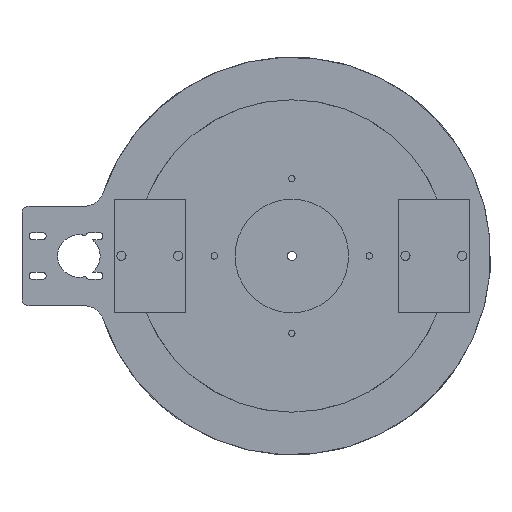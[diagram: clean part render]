
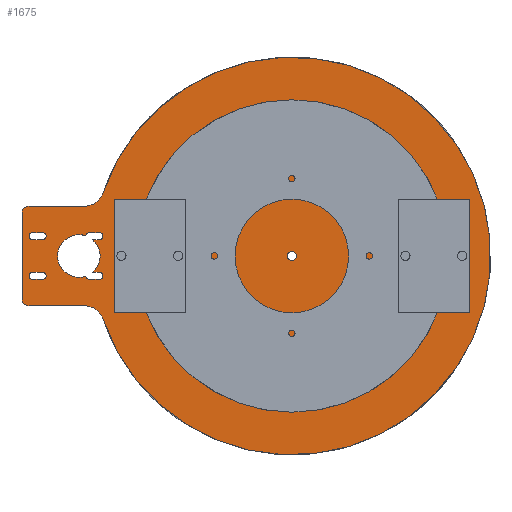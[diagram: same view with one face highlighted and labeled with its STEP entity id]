
A CAD part, top view. The second image highlights one B-rep face of the part: STEP entity #1675.
In plain terms, the highlighted planar face has unit normal (0, 0, 1).
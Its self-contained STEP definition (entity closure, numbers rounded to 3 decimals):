
#72=FACE_BOUND('',#345,.T.);
#73=FACE_BOUND('',#346,.T.);
#74=FACE_BOUND('',#347,.T.);
#75=FACE_BOUND('',#348,.T.);
#76=FACE_BOUND('',#349,.T.);
#77=FACE_BOUND('',#350,.T.);
#78=FACE_BOUND('',#351,.T.);
#79=FACE_BOUND('',#352,.T.);
#125=PLANE('',#1885);
#221=FACE_OUTER_BOUND('',#344,.T.);
#344=EDGE_LOOP('',(#1511,#1512,#1513,#1514,#1515,#1516,#1517,#1518));
#345=EDGE_LOOP('',(#1519,#1520,#1521,#1522,#1523,#1524,#1525,#1526,#1527,
#1528));
#346=EDGE_LOOP('',(#1529,#1530,#1531,#1532));
#347=EDGE_LOOP('',(#1533,#1534,#1535,#1536));
#348=EDGE_LOOP('',(#1537));
#349=EDGE_LOOP('',(#1538));
#350=EDGE_LOOP('',(#1539));
#351=EDGE_LOOP('',(#1540));
#352=EDGE_LOOP('',(#1541));
#419=LINE('',#3356,#536);
#422=LINE('',#3365,#539);
#428=LINE('',#3380,#545);
#430=LINE('',#3385,#547);
#435=LINE('',#3399,#552);
#439=LINE('',#3409,#556);
#443=LINE('',#3419,#560);
#448=LINE('',#3434,#565);
#450=LINE('',#3440,#567);
#451=LINE('',#3442,#568);
#452=LINE('',#3448,#569);
#536=VECTOR('',#2231,10.);
#539=VECTOR('',#2240,10.);
#545=VECTOR('',#2256,10.);
#547=VECTOR('',#2260,10.);
#552=VECTOR('',#2275,10.);
#556=VECTOR('',#2285,10.);
#560=VECTOR('',#2295,10.);
#565=VECTOR('',#2314,10.);
#567=VECTOR('',#2322,10.);
#568=VECTOR('',#2325,10.);
#569=VECTOR('',#2336,10.);
#672=CIRCLE('',#1827,5.);
#673=CIRCLE('',#1830,5.);
#674=CIRCLE('',#1833,15.);
#675=CIRCLE('',#1835,15.);
#676=CIRCLE('',#1839,2.5);
#677=CIRCLE('',#1841,2.5);
#678=CIRCLE('',#1844,2.5);
#679=CIRCLE('',#1847,2.5);
#680=CIRCLE('',#1850,2.5);
#681=CIRCLE('',#1852,2.5);
#682=CIRCLE('',#1854,2.5);
#683=CIRCLE('',#1857,2.5);
#684=CIRCLE('',#1861,15.);
#685=CIRCLE('',#1863,15.);
#686=CIRCLE('',#1866,2.15);
#687=CIRCLE('',#1868,2.15);
#688=CIRCLE('',#1870,2.15);
#689=CIRCLE('',#1872,2.15);
#690=CIRCLE('',#1874,3.25);
#692=CIRCLE('',#1884,140.);
#805=VERTEX_POINT('',#3348);
#806=VERTEX_POINT('',#3350);
#807=VERTEX_POINT('',#3354);
#808=VERTEX_POINT('',#3358);
#809=VERTEX_POINT('',#3360);
#810=VERTEX_POINT('',#3364);
#811=VERTEX_POINT('',#3368);
#812=VERTEX_POINT('',#3372);
#813=VERTEX_POINT('',#3376);
#814=VERTEX_POINT('',#3378);
#815=VERTEX_POINT('',#3382);
#816=VERTEX_POINT('',#3384);
#817=VERTEX_POINT('',#3388);
#818=VERTEX_POINT('',#3389);
#819=VERTEX_POINT('',#3394);
#820=VERTEX_POINT('',#3398);
#821=VERTEX_POINT('',#3402);
#822=VERTEX_POINT('',#3403);
#823=VERTEX_POINT('',#3408);
#824=VERTEX_POINT('',#3412);
#825=VERTEX_POINT('',#3413);
#826=VERTEX_POINT('',#3418);
#827=VERTEX_POINT('',#3422);
#828=VERTEX_POINT('',#3428);
#829=VERTEX_POINT('',#3432);
#830=VERTEX_POINT('',#3438);
#831=VERTEX_POINT('',#3450);
#832=VERTEX_POINT('',#3454);
#833=VERTEX_POINT('',#3458);
#834=VERTEX_POINT('',#3462);
#835=VERTEX_POINT('',#3466);
#1002=EDGE_CURVE('',#805,#806,#672,.T.);
#1005=EDGE_CURVE('',#807,#805,#419,.T.);
#1007=EDGE_CURVE('',#808,#809,#673,.T.);
#1009=EDGE_CURVE('',#809,#810,#422,.T.);
#1011=EDGE_CURVE('',#810,#811,#674,.T.);
#1013=EDGE_CURVE('',#812,#807,#675,.T.);
#1017=EDGE_CURVE('',#813,#814,#428,.T.);
#1019=EDGE_CURVE('',#816,#815,#430,.T.);
#1021=EDGE_CURVE('',#817,#818,#676,.F.);
#1024=EDGE_CURVE('',#813,#819,#677,.T.);
#1026=EDGE_CURVE('',#820,#819,#435,.T.);
#1028=EDGE_CURVE('',#821,#822,#678,.T.);
#1031=EDGE_CURVE('',#823,#822,#439,.T.);
#1033=EDGE_CURVE('',#824,#825,#679,.T.);
#1036=EDGE_CURVE('',#826,#825,#443,.T.);
#1038=EDGE_CURVE('',#827,#826,#680,.F.);
#1040=EDGE_CURVE('',#820,#814,#681,.T.);
#1041=EDGE_CURVE('',#828,#815,#682,.T.);
#1044=EDGE_CURVE('',#828,#829,#448,.T.);
#1045=EDGE_CURVE('',#816,#829,#683,.T.);
#1047=EDGE_CURVE('',#824,#830,#450,.T.);
#1048=EDGE_CURVE('',#821,#817,#451,.T.);
#1049=EDGE_CURVE('',#818,#827,#684,.T.);
#1050=EDGE_CURVE('',#830,#823,#685,.T.);
#1051=EDGE_CURVE('',#806,#808,#452,.T.);
#1052=EDGE_CURVE('',#831,#831,#686,.T.);
#1054=EDGE_CURVE('',#832,#832,#687,.T.);
#1056=EDGE_CURVE('',#833,#833,#688,.T.);
#1058=EDGE_CURVE('',#834,#834,#689,.T.);
#1060=EDGE_CURVE('',#835,#835,#690,.T.);
#1075=EDGE_CURVE('',#812,#811,#692,.T.);
#1511=ORIENTED_EDGE('',*,*,#1002,.F.);
#1512=ORIENTED_EDGE('',*,*,#1005,.F.);
#1513=ORIENTED_EDGE('',*,*,#1013,.F.);
#1514=ORIENTED_EDGE('',*,*,#1075,.T.);
#1515=ORIENTED_EDGE('',*,*,#1011,.F.);
#1516=ORIENTED_EDGE('',*,*,#1009,.F.);
#1517=ORIENTED_EDGE('',*,*,#1007,.F.);
#1518=ORIENTED_EDGE('',*,*,#1051,.F.);
#1519=ORIENTED_EDGE('',*,*,#1047,.T.);
#1520=ORIENTED_EDGE('',*,*,#1050,.T.);
#1521=ORIENTED_EDGE('',*,*,#1031,.T.);
#1522=ORIENTED_EDGE('',*,*,#1028,.F.);
#1523=ORIENTED_EDGE('',*,*,#1048,.T.);
#1524=ORIENTED_EDGE('',*,*,#1021,.T.);
#1525=ORIENTED_EDGE('',*,*,#1049,.T.);
#1526=ORIENTED_EDGE('',*,*,#1038,.T.);
#1527=ORIENTED_EDGE('',*,*,#1036,.T.);
#1528=ORIENTED_EDGE('',*,*,#1033,.F.);
#1529=ORIENTED_EDGE('',*,*,#1024,.F.);
#1530=ORIENTED_EDGE('',*,*,#1017,.T.);
#1531=ORIENTED_EDGE('',*,*,#1040,.F.);
#1532=ORIENTED_EDGE('',*,*,#1026,.T.);
#1533=ORIENTED_EDGE('',*,*,#1045,.F.);
#1534=ORIENTED_EDGE('',*,*,#1019,.T.);
#1535=ORIENTED_EDGE('',*,*,#1041,.F.);
#1536=ORIENTED_EDGE('',*,*,#1044,.T.);
#1537=ORIENTED_EDGE('',*,*,#1052,.T.);
#1538=ORIENTED_EDGE('',*,*,#1054,.T.);
#1539=ORIENTED_EDGE('',*,*,#1056,.T.);
#1540=ORIENTED_EDGE('',*,*,#1058,.T.);
#1541=ORIENTED_EDGE('',*,*,#1060,.T.);
#1675=ADVANCED_FACE('',(#221,#72,#73,#74,#75,#76,#77,#78,#79),#125,.T.);
#1827=AXIS2_PLACEMENT_3D('',#3351,#2225,#2226);
#1830=AXIS2_PLACEMENT_3D('',#3361,#2235,#2236);
#1833=AXIS2_PLACEMENT_3D('',#3369,#2244,#2245);
#1835=AXIS2_PLACEMENT_3D('',#3373,#2249,#2250);
#1839=AXIS2_PLACEMENT_3D('',#3390,#2264,#2265);
#1841=AXIS2_PLACEMENT_3D('',#3395,#2270,#2271);
#1844=AXIS2_PLACEMENT_3D('',#3404,#2279,#2280);
#1847=AXIS2_PLACEMENT_3D('',#3414,#2289,#2290);
#1850=AXIS2_PLACEMENT_3D('',#3423,#2299,#2300);
#1852=AXIS2_PLACEMENT_3D('',#3426,#2304,#2305);
#1854=AXIS2_PLACEMENT_3D('',#3429,#2308,#2309);
#1857=AXIS2_PLACEMENT_3D('',#3436,#2317,#2318);
#1861=AXIS2_PLACEMENT_3D('',#3444,#2328,#2329);
#1863=AXIS2_PLACEMENT_3D('',#3446,#2332,#2333);
#1866=AXIS2_PLACEMENT_3D('',#3451,#2339,#2340);
#1868=AXIS2_PLACEMENT_3D('',#3455,#2344,#2345);
#1870=AXIS2_PLACEMENT_3D('',#3459,#2349,#2350);
#1872=AXIS2_PLACEMENT_3D('',#3463,#2354,#2355);
#1874=AXIS2_PLACEMENT_3D('',#3467,#2359,#2360);
#1884=AXIS2_PLACEMENT_3D('',#3497,#2392,#2393);
#1885=AXIS2_PLACEMENT_3D('',#3498,#2394,#2395);
#2225=DIRECTION('center_axis',(0.,0.,-1.));
#2226=DIRECTION('ref_axis',(-0.707,-0.707,0.));
#2231=DIRECTION('',(-1.,0.,0.));
#2235=DIRECTION('center_axis',(0.,0.,-1.));
#2236=DIRECTION('ref_axis',(-0.707,0.707,0.));
#2240=DIRECTION('',(1.,0.,0.));
#2244=DIRECTION('center_axis',(0.,0.,1.));
#2245=DIRECTION('ref_axis',(0.582,-0.813,0.));
#2249=DIRECTION('center_axis',(0.,0.,1.));
#2250=DIRECTION('ref_axis',(0.582,0.813,0.));
#2256=DIRECTION('',(-1.,0.,0.));
#2260=DIRECTION('',(-1.,0.,0.));
#2264=DIRECTION('center_axis',(0.,0.,1.));
#2265=DIRECTION('ref_axis',(-0.998,-0.057,0.));
#2270=DIRECTION('center_axis',(0.,0.,1.));
#2271=DIRECTION('ref_axis',(0.707,-0.707,0.));
#2275=DIRECTION('',(1.,0.,0.));
#2279=DIRECTION('center_axis',(0.,0.,1.));
#2280=DIRECTION('ref_axis',(0.707,-0.707,0.));
#2285=DIRECTION('',(1.,0.,0.));
#2289=DIRECTION('center_axis',(0.,0.,1.));
#2290=DIRECTION('ref_axis',(0.707,-0.707,0.));
#2295=DIRECTION('',(1.,0.,0.));
#2299=DIRECTION('center_axis',(0.,0.,1.));
#2300=DIRECTION('ref_axis',(-0.998,0.057,0.));
#2304=DIRECTION('center_axis',(0.,0.,1.));
#2305=DIRECTION('ref_axis',(-0.707,0.707,0.));
#2308=DIRECTION('center_axis',(0.,0.,1.));
#2309=DIRECTION('ref_axis',(-0.707,0.707,0.));
#2314=DIRECTION('',(1.,0.,0.));
#2317=DIRECTION('center_axis',(0.,0.,1.));
#2318=DIRECTION('ref_axis',(0.707,-0.707,0.));
#2322=DIRECTION('',(-1.,0.,0.));
#2325=DIRECTION('',(-1.,0.,0.));
#2328=DIRECTION('center_axis',(0.,0.,-1.));
#2329=DIRECTION('ref_axis',(-1.,0.,0.));
#2332=DIRECTION('center_axis',(0.,0.,-1.));
#2333=DIRECTION('ref_axis',(-1.,0.,0.));
#2336=DIRECTION('',(0.,1.,0.));
#2339=DIRECTION('center_axis',(0.,0.,-1.));
#2340=DIRECTION('ref_axis',(-1.,0.,0.));
#2344=DIRECTION('center_axis',(0.,0.,-1.));
#2345=DIRECTION('ref_axis',(-1.,0.,0.));
#2349=DIRECTION('center_axis',(0.,0.,-1.));
#2350=DIRECTION('ref_axis',(-1.,0.,0.));
#2354=DIRECTION('center_axis',(0.,0.,-1.));
#2355=DIRECTION('ref_axis',(-1.,0.,0.));
#2359=DIRECTION('center_axis',(0.,0.,-1.));
#2360=DIRECTION('ref_axis',(-1.,0.,0.));
#2392=DIRECTION('center_axis',(0.,0.,1.));
#2393=DIRECTION('ref_axis',(1.,0.,0.));
#2394=DIRECTION('center_axis',(0.,0.,1.));
#2395=DIRECTION('ref_axis',(1.,0.,0.));
#3348=CARTESIAN_POINT('',(-185.,-35.,0.));
#3350=CARTESIAN_POINT('',(-190.,-30.,0.));
#3351=CARTESIAN_POINT('Origin',(-185.,-30.,0.));
#3354=CARTESIAN_POINT('',(-146.714,-35.,0.));
#3356=CARTESIAN_POINT('',(-130.,-35.,0.));
#3358=CARTESIAN_POINT('',(-190.,30.,0.));
#3360=CARTESIAN_POINT('',(-185.,35.,0.));
#3361=CARTESIAN_POINT('Origin',(-185.,30.,0.));
#3364=CARTESIAN_POINT('',(-146.714,35.,0.));
#3365=CARTESIAN_POINT('',(-190.,35.,0.));
#3368=CARTESIAN_POINT('',(-132.516,45.161,0.));
#3369=CARTESIAN_POINT('Origin',(-146.714,50.,0.));
#3372=CARTESIAN_POINT('',(-132.516,-45.161,0.));
#3373=CARTESIAN_POINT('Origin',(-146.714,-50.,0.));
#3376=CARTESIAN_POINT('',(-175.5,11.5,0.));
#3378=CARTESIAN_POINT('',(-182.5,11.5,0.));
#3380=CARTESIAN_POINT('',(-86.5,11.5,0.));
#3382=CARTESIAN_POINT('',(-182.5,-16.5,0.));
#3384=CARTESIAN_POINT('',(-175.5,-16.5,0.));
#3385=CARTESIAN_POINT('',(-86.5,-16.5,0.));
#3388=CARTESIAN_POINT('',(-142.504,-16.5,0.));
#3389=CARTESIAN_POINT('',(-145.,-14.142,0.));
#3390=CARTESIAN_POINT('Origin',(-142.504,-14.,0.));
#3394=CARTESIAN_POINT('',(-175.5,16.5,0.));
#3395=CARTESIAN_POINT('Origin',(-175.5,14.,0.));
#3398=CARTESIAN_POINT('',(-182.5,16.5,0.));
#3399=CARTESIAN_POINT('',(-92.5,16.5,0.));
#3402=CARTESIAN_POINT('',(-135.5,-16.5,0.));
#3403=CARTESIAN_POINT('',(-135.5,-11.5,0.));
#3404=CARTESIAN_POINT('Origin',(-135.5,-14.,0.));
#3408=CARTESIAN_POINT('',(-140.369,-11.5,0.));
#3409=CARTESIAN_POINT('',(-70.185,-11.5,0.));
#3412=CARTESIAN_POINT('',(-135.5,11.5,0.));
#3413=CARTESIAN_POINT('',(-135.5,16.5,0.));
#3414=CARTESIAN_POINT('Origin',(-135.5,14.,0.));
#3418=CARTESIAN_POINT('',(-142.504,16.5,0.));
#3419=CARTESIAN_POINT('',(-72.5,16.5,0.));
#3422=CARTESIAN_POINT('',(-145.,14.142,0.));
#3423=CARTESIAN_POINT('Origin',(-142.504,14.,0.));
#3426=CARTESIAN_POINT('Origin',(-182.5,14.,0.));
#3428=CARTESIAN_POINT('',(-182.5,-11.5,0.));
#3429=CARTESIAN_POINT('Origin',(-182.5,-14.,0.));
#3432=CARTESIAN_POINT('',(-175.5,-11.5,0.));
#3434=CARTESIAN_POINT('',(-92.5,-11.5,0.));
#3436=CARTESIAN_POINT('Origin',(-175.5,-14.,0.));
#3438=CARTESIAN_POINT('',(-140.369,11.5,0.));
#3440=CARTESIAN_POINT('',(-66.5,11.5,0.));
#3442=CARTESIAN_POINT('',(-66.5,-16.5,0.));
#3444=CARTESIAN_POINT('Origin',(-150.,0.,0.));
#3446=CARTESIAN_POINT('Origin',(-150.,0.,0.));
#3448=CARTESIAN_POINT('',(-190.,-35.,0.));
#3450=CARTESIAN_POINT('',(-43.75,0.,0.));
#3451=CARTESIAN_POINT('Origin',(-45.9,0.,0.));
#3454=CARTESIAN_POINT('',(2.15,45.9,0.));
#3455=CARTESIAN_POINT('Origin',(0.,45.9,0.));
#3458=CARTESIAN_POINT('',(2.15,-45.9,0.));
#3459=CARTESIAN_POINT('Origin',(0.,-45.9,0.));
#3462=CARTESIAN_POINT('',(48.05,0.,0.));
#3463=CARTESIAN_POINT('Origin',(45.9,0.,0.));
#3466=CARTESIAN_POINT('',(3.25,0.,0.));
#3467=CARTESIAN_POINT('Origin',(0.,0.,0.));
#3497=CARTESIAN_POINT('Origin',(0.,0.,0.));
#3498=CARTESIAN_POINT('Origin',(0.,0.,0.));
